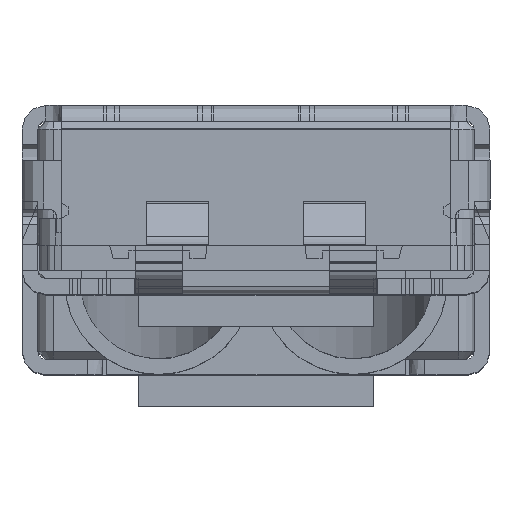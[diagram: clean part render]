
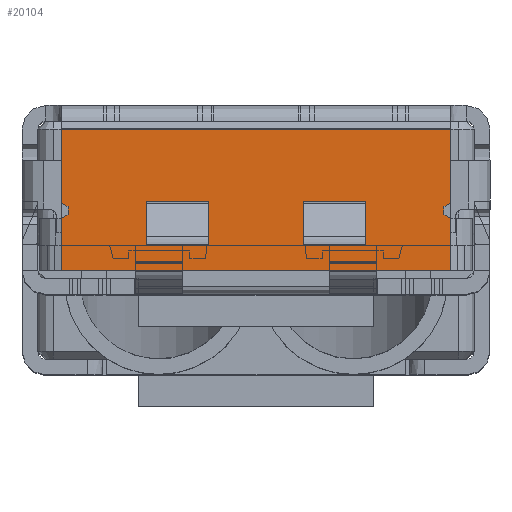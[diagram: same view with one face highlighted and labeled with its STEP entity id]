
A CAD part, top view. The second image highlights one B-rep face of the part: STEP entity #20104.
In plain terms, the highlighted planar face has unit normal (0, 0, 1).
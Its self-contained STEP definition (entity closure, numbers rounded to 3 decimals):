
#266 = EDGE_CURVE ( 'NONE', #2158, #21510, #12765, .T. ) ;
#314 = CARTESIAN_POINT ( 'NONE',  ( -1.24, 0.85, 17.9 ) ) ;
#893 = VECTOR ( 'NONE', #17061, 1000. ) ;
#1355 = FACE_OUTER_BOUND ( 'NONE', #20970, .T. ) ;
#1818 = DIRECTION ( 'NONE',  ( 0., 1., 0. ) ) ;
#1905 = LINE ( 'NONE', #314, #19311 ) ;
#1935 = DIRECTION ( 'NONE',  ( 0., -1., 0. ) ) ;
#1991 = CARTESIAN_POINT ( 'NONE',  ( 1.24, 0.4, 17.9 ) ) ;
#2041 = CARTESIAN_POINT ( 'NONE',  ( 0.3, 0.565, 17.9 ) ) ;
#2158 = VERTEX_POINT ( 'NONE', #16529 ) ;
#2200 = CARTESIAN_POINT ( 'NONE',  ( -0.3, 0.85, 17.9 ) ) ;
#2334 = VERTEX_POINT ( 'NONE', #15951 ) ;
#2611 = LINE ( 'NONE', #4395, #11210 ) ;
#3039 = EDGE_CURVE ( 'NONE', #2334, #6709, #11966, .T. ) ;
#3252 = CARTESIAN_POINT ( 'NONE',  ( -1.24, 0.73, 17.9 ) ) ;
#3441 = CARTESIAN_POINT ( 'NONE',  ( -1.24, 1.3, 17.9 ) ) ;
#3498 = CARTESIAN_POINT ( 'NONE',  ( 0., 0.565, 17.9 ) ) ;
#3503 = EDGE_CURVE ( 'NONE', #19328, #17810, #11940, .T. ) ;
#3506 = CARTESIAN_POINT ( 'NONE',  ( 1.24, 0.85, 17.9 ) ) ;
#3539 = DIRECTION ( 'NONE',  ( 1., 0., 0. ) ) ;
#3614 = LINE ( 'NONE', #15707, #21934 ) ;
#3715 = LINE ( 'NONE', #8539, #12312 ) ;
#3790 = EDGE_CURVE ( 'NONE', #21510, #19328, #3614, .T. ) ;
#3870 = VERTEX_POINT ( 'NONE', #2041 ) ;
#4395 = CARTESIAN_POINT ( 'NONE',  ( 1.24, 0.85, 17.9 ) ) ;
#4521 = ORIENTED_EDGE ( 'NONE', *, *, #3790, .T. ) ;
#4661 = CARTESIAN_POINT ( 'NONE',  ( -1.24, 0.4, 17.9 ) ) ;
#5217 = EDGE_CURVE ( 'NONE', #6709, #11345, #18635, .T. ) ;
#5330 = EDGE_CURVE ( 'NONE', #17786, #19356, #19076, .T. ) ;
#5750 = EDGE_CURVE ( 'NONE', #8784, #2158, #1905, .T. ) ;
#5962 = LINE ( 'NONE', #21215, #12295 ) ;
#6140 = VERTEX_POINT ( 'NONE', #21034 ) ;
#6464 = VECTOR ( 'NONE', #20207, 1000. ) ;
#6501 = DIRECTION ( 'NONE',  ( 0., 0., -1. ) ) ;
#6504 = DIRECTION ( 'NONE',  ( 0., 0., 1. ) ) ;
#6709 = VERTEX_POINT ( 'NONE', #8524 ) ;
#6893 = CARTESIAN_POINT ( 'NONE',  ( 0., 0.4, 17.9 ) ) ;
#8152 = CARTESIAN_POINT ( 'NONE',  ( 1.24, 0.83, 17.9 ) ) ;
#8173 = DIRECTION ( 'NONE',  ( 0., 1., 0. ) ) ;
#8286 = ORIENTED_EDGE ( 'NONE', *, *, #10784, .F. ) ;
#8299 = AXIS2_PLACEMENT_3D ( 'NONE', #8638, #6501, #12106 ) ;
#8437 = ORIENTED_EDGE ( 'NONE', *, *, #11008, .T. ) ;
#8524 = CARTESIAN_POINT ( 'NONE',  ( -0.3, 0.565, 17.9 ) ) ;
#8539 = CARTESIAN_POINT ( 'NONE',  ( 0.7, 0.85, 17.9 ) ) ;
#8590 = VERTEX_POINT ( 'NONE', #13416 ) ;
#8638 = CARTESIAN_POINT ( 'NONE',  ( 1.24, 0.78, 17.9 ) ) ;
#8762 = CARTESIAN_POINT ( 'NONE',  ( -1.341, 1.3, 17.9 ) ) ;
#8784 = VERTEX_POINT ( 'NONE', #3441 ) ;
#8986 = CARTESIAN_POINT ( 'NONE',  ( 0., 0.84, 17.9 ) ) ;
#9231 = EDGE_CURVE ( 'NONE', #17810, #8590, #2611, .T. ) ;
#9280 = EDGE_CURVE ( 'NONE', #3870, #18563, #5962, .T. ) ;
#9320 = DIRECTION ( 'NONE',  ( 0., 1., 0. ) ) ;
#9525 = EDGE_CURVE ( 'NONE', #9656, #3870, #13698, .T. ) ;
#9543 = EDGE_CURVE ( 'NONE', #6140, #9656, #3715, .T. ) ;
#9594 = VERTEX_POINT ( 'NONE', #11782 ) ;
#9656 = VERTEX_POINT ( 'NONE', #10646 ) ;
#10091 = CIRCLE ( 'NONE', #8299, 0.05 ) ;
#10113 = CARTESIAN_POINT ( 'NONE',  ( 0., 0.565, 17.9 ) ) ;
#10221 = DIRECTION ( 'NONE',  ( 0., -1., 0. ) ) ;
#10546 = DIRECTION ( 'NONE',  ( -1., 0., 0. ) ) ;
#10609 = DIRECTION ( 'NONE',  ( 0., -1., 0. ) ) ;
#10629 = CARTESIAN_POINT ( 'NONE',  ( -0.7, 0.565, 17.9 ) ) ;
#10646 = CARTESIAN_POINT ( 'NONE',  ( 0.7, 0.565, 17.9 ) ) ;
#10652 = DIRECTION ( 'NONE',  ( 0., 0., -1. ) ) ;
#10784 = EDGE_CURVE ( 'NONE', #8784, #19356, #18959, .T. ) ;
#11008 = EDGE_CURVE ( 'NONE', #11345, #9594, #11309, .T. ) ;
#11210 = VECTOR ( 'NONE', #9320, 1000. ) ;
#11309 = LINE ( 'NONE', #11536, #12361 ) ;
#11324 = PLANE ( 'NONE',  #14387 ) ;
#11345 = VERTEX_POINT ( 'NONE', #10629 ) ;
#11536 = CARTESIAN_POINT ( 'NONE',  ( -0.7, 0.85, 17.9 ) ) ;
#11550 = ORIENTED_EDGE ( 'NONE', *, *, #3503, .T. ) ;
#11782 = CARTESIAN_POINT ( 'NONE',  ( -0.7, 0.84, 17.9 ) ) ;
#11940 = LINE ( 'NONE', #6893, #14200 ) ;
#11966 = LINE ( 'NONE', #2200, #20965 ) ;
#12106 = DIRECTION ( 'NONE',  ( 1., 0., 0. ) ) ;
#12152 = DIRECTION ( 'NONE',  ( 1., 0., 0. ) ) ;
#12295 = VECTOR ( 'NONE', #17845, 1000. ) ;
#12312 = VECTOR ( 'NONE', #10221, 1000. ) ;
#12361 = VECTOR ( 'NONE', #8173, 1000. ) ;
#12603 = EDGE_LOOP ( 'NONE', ( #18924, #20586, #8437, #13163 ) ) ;
#12765 = CIRCLE ( 'NONE', #21714, 0.05 ) ;
#13028 = ORIENTED_EDGE ( 'NONE', *, *, #5750, .T. ) ;
#13163 = ORIENTED_EDGE ( 'NONE', *, *, #19478, .T. ) ;
#13416 = CARTESIAN_POINT ( 'NONE',  ( 1.24, 0.73, 17.9 ) ) ;
#13698 = LINE ( 'NONE', #3498, #15189 ) ;
#13955 = CARTESIAN_POINT ( 'NONE',  ( 1.24, 1.3, 17.9 ) ) ;
#14039 = LINE ( 'NONE', #8986, #20832 ) ;
#14133 = DIRECTION ( 'NONE',  ( -1., 0., 0. ) ) ;
#14200 = VECTOR ( 'NONE', #12152, 1000. ) ;
#14387 = AXIS2_PLACEMENT_3D ( 'NONE', #18174, #6504, #18510 ) ;
#14629 = ORIENTED_EDGE ( 'NONE', *, *, #19815, .T. ) ;
#15034 = FACE_BOUND ( 'NONE', #12603, .T. ) ;
#15088 = ORIENTED_EDGE ( 'NONE', *, *, #266, .T. ) ;
#15189 = VECTOR ( 'NONE', #10546, 1000. ) ;
#15488 = CARTESIAN_POINT ( 'NONE',  ( -1.24, 0.78, 17.9 ) ) ;
#15578 = DIRECTION ( 'NONE',  ( 0., -1., 0. ) ) ;
#15707 = CARTESIAN_POINT ( 'NONE',  ( -1.24, 0.85, 17.9 ) ) ;
#15951 = CARTESIAN_POINT ( 'NONE',  ( -0.3, 0.84, 17.9 ) ) ;
#16080 = ORIENTED_EDGE ( 'NONE', *, *, #9525, .T. ) ;
#16529 = CARTESIAN_POINT ( 'NONE',  ( -1.24, 0.83, 17.9 ) ) ;
#17061 = DIRECTION ( 'NONE',  ( 1., 0., 0. ) ) ;
#17207 = CARTESIAN_POINT ( 'NONE',  ( 0., 0.84, 17.9 ) ) ;
#17786 = VERTEX_POINT ( 'NONE', #8152 ) ;
#17810 = VERTEX_POINT ( 'NONE', #1991 ) ;
#17845 = DIRECTION ( 'NONE',  ( 0., 1., 0. ) ) ;
#18104 = ORIENTED_EDGE ( 'NONE', *, *, #5330, .T. ) ;
#18174 = CARTESIAN_POINT ( 'NONE',  ( 0., 0.85, 17.9 ) ) ;
#18495 = EDGE_CURVE ( 'NONE', #8590, #17786, #10091, .T. ) ;
#18510 = DIRECTION ( 'NONE',  ( 1., 0., 0. ) ) ;
#18563 = VERTEX_POINT ( 'NONE', #20302 ) ;
#18635 = LINE ( 'NONE', #10113, #6464 ) ;
#18895 = LINE ( 'NONE', #17207, #21532 ) ;
#18924 = ORIENTED_EDGE ( 'NONE', *, *, #3039, .T. ) ;
#18959 = LINE ( 'NONE', #8762, #893 ) ;
#19076 = LINE ( 'NONE', #3506, #20454 ) ;
#19196 = DIRECTION ( 'NONE',  ( 1., 0., 0. ) ) ;
#19311 = VECTOR ( 'NONE', #15578, 1000. ) ;
#19328 = VERTEX_POINT ( 'NONE', #4661 ) ;
#19356 = VERTEX_POINT ( 'NONE', #13955 ) ;
#19478 = EDGE_CURVE ( 'NONE', #9594, #2334, #18895, .T. ) ;
#19804 = ORIENTED_EDGE ( 'NONE', *, *, #9280, .T. ) ;
#19815 = EDGE_CURVE ( 'NONE', #18563, #6140, #14039, .T. ) ;
#20011 = ORIENTED_EDGE ( 'NONE', *, *, #9231, .T. ) ;
#20044 = EDGE_LOOP ( 'NONE', ( #22191, #16080, #19804, #14629 ) ) ;
#20104 = ADVANCED_FACE ( 'NONE', ( #1355, #15034, #21869 ), #11324, .T. ) ;
#20207 = DIRECTION ( 'NONE',  ( -1., 0., 0. ) ) ;
#20302 = CARTESIAN_POINT ( 'NONE',  ( 0.3, 0.84, 17.9 ) ) ;
#20454 = VECTOR ( 'NONE', #1818, 1000. ) ;
#20586 = ORIENTED_EDGE ( 'NONE', *, *, #5217, .T. ) ;
#20832 = VECTOR ( 'NONE', #19196, 1000. ) ;
#20965 = VECTOR ( 'NONE', #10609, 1000. ) ;
#20970 = EDGE_LOOP ( 'NONE', ( #20011, #21021, #18104, #8286, #13028, #15088, #4521, #11550 ) ) ;
#21021 = ORIENTED_EDGE ( 'NONE', *, *, #18495, .T. ) ;
#21034 = CARTESIAN_POINT ( 'NONE',  ( 0.7, 0.84, 17.9 ) ) ;
#21215 = CARTESIAN_POINT ( 'NONE',  ( 0.3, 0.85, 17.9 ) ) ;
#21510 = VERTEX_POINT ( 'NONE', #3252 ) ;
#21532 = VECTOR ( 'NONE', #3539, 1000. ) ;
#21714 = AXIS2_PLACEMENT_3D ( 'NONE', #15488, #10652, #14133 ) ;
#21869 = FACE_BOUND ( 'NONE', #20044, .T. ) ;
#21934 = VECTOR ( 'NONE', #1935, 1000. ) ;
#22191 = ORIENTED_EDGE ( 'NONE', *, *, #9543, .T. ) ;
